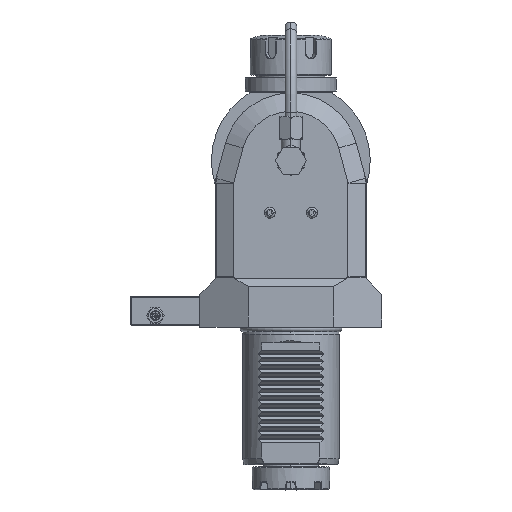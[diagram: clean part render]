
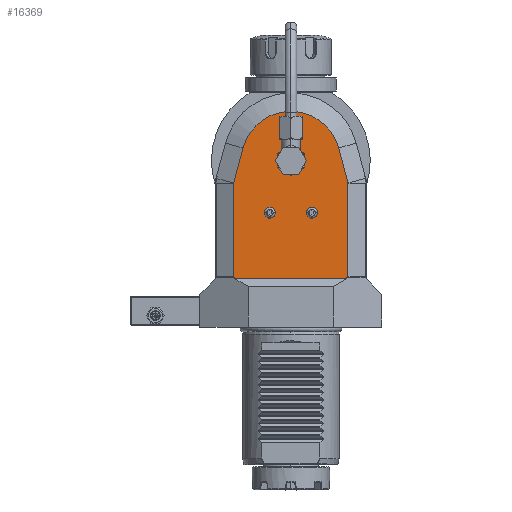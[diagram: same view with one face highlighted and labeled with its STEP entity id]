
A CAD part, top view. The second image highlights one B-rep face of the part: STEP entity #16369.
In plain terms, the highlighted planar face has unit normal (0, 0, 1).
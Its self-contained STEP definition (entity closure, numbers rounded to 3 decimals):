
#417=DIRECTION('',(0.,-1.,0.));
#418=VECTOR('',#417,0.714);
#419=CARTESIAN_POINT('',(-28.928,-60.286,40.));
#420=LINE('',#419,#418);
#445=DIRECTION('',(0.,-1.,0.));
#446=VECTOR('',#445,0.714);
#447=CARTESIAN_POINT('',(28.928,-60.286,40.));
#448=LINE('',#447,#446);
#688=DIRECTION('',(-1.,0.,0.));
#689=VECTOR('',#688,57.856);
#690=CARTESIAN_POINT('',(28.928,-61.,40.));
#691=LINE('',#690,#689);
#692=DIRECTION('',(0.894,-0.447,0.));
#693=VECTOR('',#692,0.639);
#694=CARTESIAN_POINT('',(-29.5,-60.,40.));
#695=LINE('',#694,#693);
#696=DIRECTION('',(0.,-1.,0.));
#697=VECTOR('',#696,48.363);
#698=CARTESIAN_POINT('',(-29.5,-11.637,40.));
#699=LINE('',#698,#697);
#700=CARTESIAN_POINT('',(-29.,-11.637,40.));
#701=DIRECTION('',(0.,0.,1.));
#702=DIRECTION('',(-0.966,0.259,0.));
#703=AXIS2_PLACEMENT_3D('',#700,#701,#702);
#705=DIRECTION('',(-0.259,-0.966,0.));
#706=VECTOR('',#705,18.746);
#707=CARTESIAN_POINT('',(-24.631,6.6,40.));
#708=LINE('',#707,#706);
#709=CARTESIAN_POINT('',(0.,0.,40.));
#710=DIRECTION('',(0.,0.,1.));
#711=DIRECTION('',(0.966,0.259,0.));
#712=AXIS2_PLACEMENT_3D('',#709,#710,#711);
#714=DIRECTION('',(-0.259,0.966,0.));
#715=VECTOR('',#714,18.746);
#716=CARTESIAN_POINT('',(29.483,-11.507,40.));
#717=LINE('',#716,#715);
#718=CARTESIAN_POINT('',(29.,-11.637,40.));
#719=DIRECTION('',(0.,0.,1.));
#720=DIRECTION('',(1.,0.,0.));
#721=AXIS2_PLACEMENT_3D('',#718,#719,#720);
#723=DIRECTION('',(0.,1.,0.));
#724=VECTOR('',#723,48.363);
#725=CARTESIAN_POINT('',(29.5,-60.,40.));
#726=LINE('',#725,#724);
#727=DIRECTION('',(0.894,0.447,0.));
#728=VECTOR('',#727,0.639);
#729=CARTESIAN_POINT('',(28.928,-60.286,40.));
#730=LINE('',#729,#728);
#731=CARTESIAN_POINT('',(0.,0.,40.));
#732=DIRECTION('',(0.,0.,1.));
#733=DIRECTION('',(1.,0.,0.));
#734=AXIS2_PLACEMENT_3D('',#731,#732,#733);
#736=CARTESIAN_POINT('',(0.,0.,40.));
#737=DIRECTION('',(0.,0.,1.));
#738=DIRECTION('',(-1.,0.,0.));
#739=AXIS2_PLACEMENT_3D('',#736,#737,#738);
#741=CARTESIAN_POINT('',(10.864,-26.888,40.));
#742=DIRECTION('',(0.,0.,1.));
#743=DIRECTION('',(-1.,0.,0.));
#744=AXIS2_PLACEMENT_3D('',#741,#742,#743);
#746=CARTESIAN_POINT('',(10.864,-26.888,40.));
#747=DIRECTION('',(0.,0.,1.));
#748=DIRECTION('',(1.,0.,0.));
#749=AXIS2_PLACEMENT_3D('',#746,#747,#748);
#751=CARTESIAN_POINT('',(-10.864,-26.888,40.));
#752=DIRECTION('',(0.,0.,1.));
#753=DIRECTION('',(-1.,0.,0.));
#754=AXIS2_PLACEMENT_3D('',#751,#752,#753);
#756=CARTESIAN_POINT('',(-10.864,-26.888,40.));
#757=DIRECTION('',(0.,0.,1.));
#758=DIRECTION('',(1.,0.,0.));
#759=AXIS2_PLACEMENT_3D('',#756,#757,#758);
#14023=CARTESIAN_POINT('',(24.631,6.6,40.));
#14024=CARTESIAN_POINT('',(-24.631,6.6,40.));
#14025=VERTEX_POINT('',#14023);
#14026=VERTEX_POINT('',#14024);
#14039=CARTESIAN_POINT('',(-29.483,-11.507,40.));
#14040=VERTEX_POINT('',#14039);
#14041=CARTESIAN_POINT('',(29.483,-11.507,40.));
#14042=VERTEX_POINT('',#14041);
#14043=CARTESIAN_POINT('',(-29.5,-11.637,40.));
#14044=VERTEX_POINT('',#14043);
#14045=CARTESIAN_POINT('',(29.5,-11.637,40.));
#14046=VERTEX_POINT('',#14045);
#14064=CARTESIAN_POINT('',(29.5,-60.,40.));
#14066=VERTEX_POINT('',#14064);
#14067=CARTESIAN_POINT('',(-29.5,-60.,40.));
#14069=VERTEX_POINT('',#14067);
#14381=CARTESIAN_POINT('',(-13.714,-26.888,40.));
#14382=CARTESIAN_POINT('',(-8.014,-26.888,40.));
#14383=VERTEX_POINT('',#14381);
#14384=VERTEX_POINT('',#14382);
#14417=CARTESIAN_POINT('',(8.014,-26.888,40.));
#14418=CARTESIAN_POINT('',(13.714,-26.888,40.));
#14419=VERTEX_POINT('',#14417);
#14420=VERTEX_POINT('',#14418);
#15198=CARTESIAN_POINT('',(6.5,0.,40.));
#15199=CARTESIAN_POINT('',(-6.5,0.,40.));
#15200=VERTEX_POINT('',#15198);
#15201=VERTEX_POINT('',#15199);
#15505=CARTESIAN_POINT('',(28.928,-60.286,40.));
#15506=VERTEX_POINT('',#15505);
#15507=CARTESIAN_POINT('',(-28.928,-60.286,40.));
#15508=VERTEX_POINT('',#15507);
#15653=CARTESIAN_POINT('',(-28.928,-61.,40.));
#15654=VERTEX_POINT('',#15653);
#15655=CARTESIAN_POINT('',(28.928,-61.,40.));
#15656=VERTEX_POINT('',#15655);
#16325=CARTESIAN_POINT('',(0.,0.,40.));
#16326=DIRECTION('',(0.,0.,1.));
#16327=DIRECTION('',(1.,0.,0.));
#16328=AXIS2_PLACEMENT_3D('',#16325,#16326,#16327);
#16329=PLANE('',#16328);
#16331=ORIENTED_EDGE('',*,*,#16330,.T.);
#16332=ORIENTED_EDGE('',*,*,#15942,.F.);
#16334=ORIENTED_EDGE('',*,*,#16333,.F.);
#16336=ORIENTED_EDGE('',*,*,#16335,.F.);
#16337=ORIENTED_EDGE('',*,*,#16317,.F.);
#16338=ORIENTED_EDGE('',*,*,#16278,.F.);
#16339=ORIENTED_EDGE('',*,*,#16261,.F.);
#16341=ORIENTED_EDGE('',*,*,#16340,.F.);
#16343=ORIENTED_EDGE('',*,*,#16342,.F.);
#16345=ORIENTED_EDGE('',*,*,#16344,.F.);
#16347=ORIENTED_EDGE('',*,*,#16346,.F.);
#16348=ORIENTED_EDGE('',*,*,#15976,.T.);
#16349=EDGE_LOOP('',(#16331,#16332,#16334,#16336,#16337,#16338,#16339,#16341,
#16343,#16345,#16347,#16348));
#16350=FACE_OUTER_BOUND('',#16349,.F.);
#16352=ORIENTED_EDGE('',*,*,#16351,.T.);
#16354=ORIENTED_EDGE('',*,*,#16353,.T.);
#16355=EDGE_LOOP('',(#16352,#16354));
#16356=FACE_BOUND('',#16355,.F.);
#16358=ORIENTED_EDGE('',*,*,#16357,.T.);
#16360=ORIENTED_EDGE('',*,*,#16359,.T.);
#16361=EDGE_LOOP('',(#16358,#16360));
#16362=FACE_BOUND('',#16361,.F.);
#16364=ORIENTED_EDGE('',*,*,#16363,.T.);
#16366=ORIENTED_EDGE('',*,*,#16365,.T.);
#16367=EDGE_LOOP('',(#16364,#16366));
#16368=FACE_BOUND('',#16367,.F.);
#704=CIRCLE('',#703,0.5);
#713=CIRCLE('',#712,25.5);
#722=CIRCLE('',#721,0.5);
#735=CIRCLE('',#734,6.5);
#740=CIRCLE('',#739,6.5);
#745=CIRCLE('',#744,2.85);
#750=CIRCLE('',#749,2.85);
#755=CIRCLE('',#754,2.85);
#760=CIRCLE('',#759,2.85);
#15942=EDGE_CURVE('',#15508,#15654,#420,.T.);
#15976=EDGE_CURVE('',#15506,#15656,#448,.T.);
#16261=EDGE_CURVE('',#14025,#14026,#713,.T.);
#16278=EDGE_CURVE('',#14026,#14040,#708,.T.);
#16317=EDGE_CURVE('',#14040,#14044,#704,.T.);
#16330=EDGE_CURVE('',#15656,#15654,#691,.T.);
#16333=EDGE_CURVE('',#14069,#15508,#695,.T.);
#16335=EDGE_CURVE('',#14044,#14069,#699,.T.);
#16340=EDGE_CURVE('',#14042,#14025,#717,.T.);
#16342=EDGE_CURVE('',#14046,#14042,#722,.T.);
#16344=EDGE_CURVE('',#14066,#14046,#726,.T.);
#16346=EDGE_CURVE('',#15506,#14066,#730,.T.);
#16351=EDGE_CURVE('',#15200,#15201,#735,.T.);
#16353=EDGE_CURVE('',#15201,#15200,#740,.T.);
#16357=EDGE_CURVE('',#14419,#14420,#745,.T.);
#16359=EDGE_CURVE('',#14420,#14419,#750,.T.);
#16363=EDGE_CURVE('',#14383,#14384,#755,.T.);
#16365=EDGE_CURVE('',#14384,#14383,#760,.T.);
#16369=ADVANCED_FACE('',(#16350,#16356,#16362,#16368),#16329,.T.);
